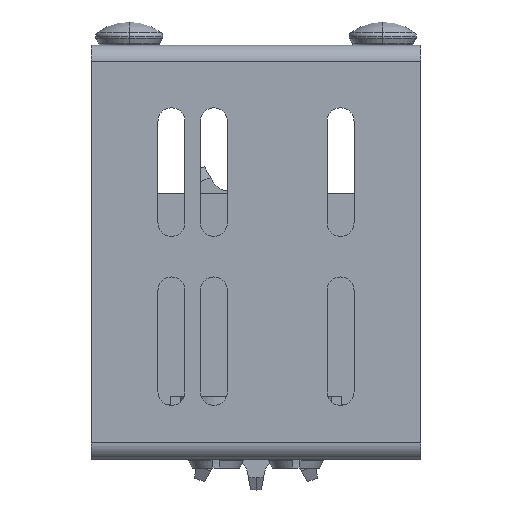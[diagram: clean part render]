
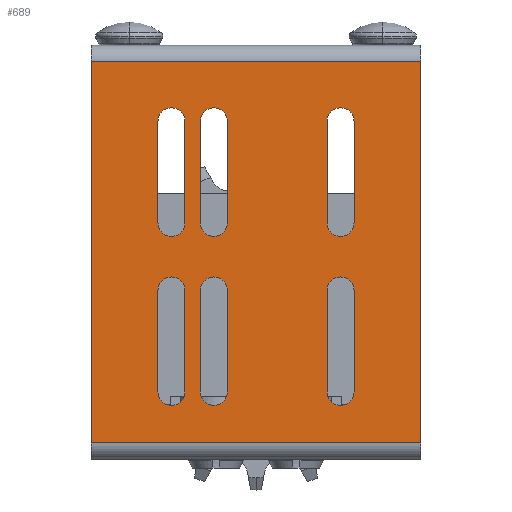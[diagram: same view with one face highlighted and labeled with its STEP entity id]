
A CAD part, left-side view. The second image highlights one B-rep face of the part: STEP entity #689.
In plain terms, the highlighted planar face has unit normal (-1, 0, 0).
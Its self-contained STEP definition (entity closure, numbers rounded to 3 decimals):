
#689=ADVANCED_FACE('',(#1908,#1909,#1910,#1911,#1912,#1913,#1914),#1915,.T.);
#1908=FACE_BOUND('',#3732,.T.);
#1909=FACE_BOUND('',#3733,.T.);
#1910=FACE_BOUND('',#3734,.T.);
#1911=FACE_BOUND('',#3735,.T.);
#1912=FACE_BOUND('',#3736,.T.);
#1913=FACE_BOUND('',#3737,.T.);
#1914=FACE_OUTER_BOUND('',#3738,.T.);
#1915=PLANE('',#3739);
#3732=EDGE_LOOP('',(#5798,#5799,#5800,#5801));
#3733=EDGE_LOOP('',(#5802,#5803,#5804,#5805));
#3734=EDGE_LOOP('',(#5806,#5807,#5808,#5809));
#3735=EDGE_LOOP('',(#5810,#5811,#5812,#5813));
#3736=EDGE_LOOP('',(#5814,#5815,#5816,#5817));
#3737=EDGE_LOOP('',(#5818,#5819,#5820,#5821));
#3738=EDGE_LOOP('',(#5822,#5823,#5824,#5825));
#3739=AXIS2_PLACEMENT_3D('',#5826,#5827,#5828);
#5798=ORIENTED_EDGE('',*,*,#10663,.T.);
#5799=ORIENTED_EDGE('',*,*,#10789,.T.);
#5800=ORIENTED_EDGE('',*,*,#10668,.T.);
#5801=ORIENTED_EDGE('',*,*,#10790,.T.);
#5802=ORIENTED_EDGE('',*,*,#10673,.T.);
#5803=ORIENTED_EDGE('',*,*,#10791,.T.);
#5804=ORIENTED_EDGE('',*,*,#10678,.T.);
#5805=ORIENTED_EDGE('',*,*,#10792,.T.);
#5806=ORIENTED_EDGE('',*,*,#10683,.T.);
#5807=ORIENTED_EDGE('',*,*,#10793,.T.);
#5808=ORIENTED_EDGE('',*,*,#10688,.T.);
#5809=ORIENTED_EDGE('',*,*,#10794,.T.);
#5810=ORIENTED_EDGE('',*,*,#10693,.T.);
#5811=ORIENTED_EDGE('',*,*,#10795,.T.);
#5812=ORIENTED_EDGE('',*,*,#10698,.T.);
#5813=ORIENTED_EDGE('',*,*,#10796,.T.);
#5814=ORIENTED_EDGE('',*,*,#10703,.T.);
#5815=ORIENTED_EDGE('',*,*,#10797,.T.);
#5816=ORIENTED_EDGE('',*,*,#10708,.T.);
#5817=ORIENTED_EDGE('',*,*,#10798,.T.);
#5818=ORIENTED_EDGE('',*,*,#10713,.T.);
#5819=ORIENTED_EDGE('',*,*,#10799,.T.);
#5820=ORIENTED_EDGE('',*,*,#10718,.T.);
#5821=ORIENTED_EDGE('',*,*,#10800,.T.);
#5822=ORIENTED_EDGE('',*,*,#10735,.T.);
#5823=ORIENTED_EDGE('',*,*,#10787,.F.);
#5824=ORIENTED_EDGE('',*,*,#10801,.F.);
#5825=ORIENTED_EDGE('',*,*,#10802,.T.);
#5826=CARTESIAN_POINT('',(0.0,39.0,49.));
#5827=DIRECTION('',(-1.0,0.0,0.0));
#5828=DIRECTION('',(0.0,0.0,-1.0));
#10663=EDGE_CURVE('',#12736,#12733,#12737,.T.);
#10668=EDGE_CURVE('',#12745,#12742,#12746,.T.);
#10673=EDGE_CURVE('',#12754,#12751,#12755,.T.);
#10678=EDGE_CURVE('',#12763,#12760,#12764,.T.);
#10683=EDGE_CURVE('',#12772,#12769,#12773,.T.);
#10688=EDGE_CURVE('',#12781,#12778,#12782,.T.);
#10693=EDGE_CURVE('',#12790,#12787,#12791,.T.);
#10698=EDGE_CURVE('',#12799,#12796,#12800,.T.);
#10703=EDGE_CURVE('',#12808,#12805,#12809,.T.);
#10708=EDGE_CURVE('',#12817,#12814,#12818,.T.);
#10713=EDGE_CURVE('',#12826,#12823,#12827,.T.);
#10718=EDGE_CURVE('',#12835,#12832,#12836,.T.);
#10735=EDGE_CURVE('',#12866,#12864,#12867,.T.);
#10787=EDGE_CURVE('',#12941,#12864,#12943,.T.);
#10789=EDGE_CURVE('',#12733,#12745,#12945,.T.);
#10790=EDGE_CURVE('',#12742,#12736,#12946,.T.);
#10791=EDGE_CURVE('',#12751,#12763,#12947,.T.);
#10792=EDGE_CURVE('',#12760,#12754,#12948,.T.);
#10793=EDGE_CURVE('',#12769,#12781,#12949,.T.);
#10794=EDGE_CURVE('',#12778,#12772,#12950,.T.);
#10795=EDGE_CURVE('',#12787,#12799,#12951,.T.);
#10796=EDGE_CURVE('',#12796,#12790,#12952,.T.);
#10797=EDGE_CURVE('',#12805,#12817,#12953,.T.);
#10798=EDGE_CURVE('',#12814,#12808,#12954,.T.);
#10799=EDGE_CURVE('',#12823,#12835,#12955,.T.);
#10800=EDGE_CURVE('',#12832,#12826,#12956,.T.);
#10801=EDGE_CURVE('',#12957,#12941,#12958,.T.);
#10802=EDGE_CURVE('',#12957,#12866,#12959,.T.);
#12733=VERTEX_POINT('',#15700);
#12736=VERTEX_POINT('',#15704);
#12737=CIRCLE('',#15705,3.2);
#12742=VERTEX_POINT('',#15711);
#12745=VERTEX_POINT('',#15715);
#12746=CIRCLE('',#15716,3.2);
#12751=VERTEX_POINT('',#15722);
#12754=VERTEX_POINT('',#15726);
#12755=CIRCLE('',#15727,3.2);
#12760=VERTEX_POINT('',#15733);
#12763=VERTEX_POINT('',#15737);
#12764=CIRCLE('',#15738,3.2);
#12769=VERTEX_POINT('',#15744);
#12772=VERTEX_POINT('',#15748);
#12773=CIRCLE('',#15749,3.2);
#12778=VERTEX_POINT('',#15755);
#12781=VERTEX_POINT('',#15759);
#12782=CIRCLE('',#15760,3.2);
#12787=VERTEX_POINT('',#15766);
#12790=VERTEX_POINT('',#15770);
#12791=CIRCLE('',#15771,3.2);
#12796=VERTEX_POINT('',#15777);
#12799=VERTEX_POINT('',#15781);
#12800=CIRCLE('',#15782,3.2);
#12805=VERTEX_POINT('',#15788);
#12808=VERTEX_POINT('',#15792);
#12809=CIRCLE('',#15793,3.2);
#12814=VERTEX_POINT('',#15799);
#12817=VERTEX_POINT('',#15803);
#12818=CIRCLE('',#15804,3.2);
#12823=VERTEX_POINT('',#15810);
#12826=VERTEX_POINT('',#15814);
#12827=CIRCLE('',#15815,3.2);
#12832=VERTEX_POINT('',#15821);
#12835=VERTEX_POINT('',#15825);
#12836=CIRCLE('',#15826,3.2);
#12864=VERTEX_POINT('',#15861);
#12866=VERTEX_POINT('',#15863);
#12867=LINE('',#15864,#15865);
#12941=VERTEX_POINT('',#15973);
#12943=LINE('',#15975,#15976);
#12945=LINE('',#15978,#15979);
#12946=LINE('',#15980,#15981);
#12947=LINE('',#15982,#15983);
#12948=LINE('',#15984,#15985);
#12949=LINE('',#15986,#15987);
#12950=LINE('',#15988,#15989);
#12951=LINE('',#15990,#15991);
#12952=LINE('',#15992,#15993);
#12953=LINE('',#15994,#15995);
#12954=LINE('',#15996,#15997);
#12955=LINE('',#15998,#15999);
#12956=LINE('',#16000,#16001);
#12957=VERTEX_POINT('',#16002);
#12958=LINE('',#16003,#16004);
#12959=LINE('',#16005,#16006);
#15700=CARTESIAN_POINT('',(0.0,16.8,40.));
#15704=CARTESIAN_POINT('',(0.0,23.2,40.));
#15705=AXIS2_PLACEMENT_3D('',#20237,#20238,#20239);
#15711=CARTESIAN_POINT('',(0.0,23.2,16.));
#15715=CARTESIAN_POINT('',(0.0,16.8,16.));
#15716=AXIS2_PLACEMENT_3D('',#20245,#20246,#20247);
#15722=CARTESIAN_POINT('',(0.0,16.8,80.));
#15726=CARTESIAN_POINT('',(0.0,23.2,80.));
#15727=AXIS2_PLACEMENT_3D('',#20253,#20254,#20255);
#15733=CARTESIAN_POINT('',(0.0,23.2,56.));
#15737=CARTESIAN_POINT('',(0.0,16.8,56.));
#15738=AXIS2_PLACEMENT_3D('',#20261,#20262,#20263);
#15744=CARTESIAN_POINT('',(0.0,-23.2,40.));
#15748=CARTESIAN_POINT('',(0.0,-16.8,40.));
#15749=AXIS2_PLACEMENT_3D('',#20269,#20270,#20271);
#15755=CARTESIAN_POINT('',(0.0,-16.8,16.));
#15759=CARTESIAN_POINT('',(0.0,-23.2,16.));
#15760=AXIS2_PLACEMENT_3D('',#20277,#20278,#20279);
#15766=CARTESIAN_POINT('',(0.0,-23.2,80.));
#15770=CARTESIAN_POINT('',(0.0,-16.8,80.));
#15771=AXIS2_PLACEMENT_3D('',#20285,#20286,#20287);
#15777=CARTESIAN_POINT('',(0.0,-16.8,56.));
#15781=CARTESIAN_POINT('',(0.0,-23.2,56.));
#15782=AXIS2_PLACEMENT_3D('',#20293,#20294,#20295);
#15788=CARTESIAN_POINT('',(0.0,6.8,40.));
#15792=CARTESIAN_POINT('',(0.0,13.2,40.));
#15793=AXIS2_PLACEMENT_3D('',#20301,#20302,#20303);
#15799=CARTESIAN_POINT('',(0.0,13.2,16.));
#15803=CARTESIAN_POINT('',(0.0,6.8,16.));
#15804=AXIS2_PLACEMENT_3D('',#20309,#20310,#20311);
#15810=CARTESIAN_POINT('',(0.0,6.8,80.));
#15814=CARTESIAN_POINT('',(0.0,13.2,80.));
#15815=AXIS2_PLACEMENT_3D('',#20317,#20318,#20319);
#15821=CARTESIAN_POINT('',(0.0,13.2,56.));
#15825=CARTESIAN_POINT('',(0.0,6.8,56.));
#15826=AXIS2_PLACEMENT_3D('',#20325,#20326,#20327);
#15861=CARTESIAN_POINT('',(0.0,-39.0,94.08));
#15863=CARTESIAN_POINT('',(0.,-39.0,3.92));
#15864=CARTESIAN_POINT('',(0.0,-39.0,3.92));
#15865=VECTOR('',#20353,1.0);
#15973=CARTESIAN_POINT('',(0.0,39.0,94.08));
#15975=CARTESIAN_POINT('',(0.0,39.0,94.08));
#15976=VECTOR('',#20418,1.0);
#15978=CARTESIAN_POINT('',(0.0,16.8,41.5));
#15979=VECTOR('',#20419,1.0);
#15980=CARTESIAN_POINT('',(0.0,23.2,38.5));
#15981=VECTOR('',#20420,1.0);
#15982=CARTESIAN_POINT('',(0.0,16.8,61.5));
#15983=VECTOR('',#20421,1.0);
#15984=CARTESIAN_POINT('',(0.0,23.2,58.5));
#15985=VECTOR('',#20422,1.0);
#15986=CARTESIAN_POINT('',(0.0,-23.2,41.5));
#15987=VECTOR('',#20423,1.0);
#15988=CARTESIAN_POINT('',(0.0,-16.8,38.5));
#15989=VECTOR('',#20424,1.0);
#15990=CARTESIAN_POINT('',(0.0,-23.2,61.5));
#15991=VECTOR('',#20425,1.0);
#15992=CARTESIAN_POINT('',(0.0,-16.8,58.5));
#15993=VECTOR('',#20426,1.0);
#15994=CARTESIAN_POINT('',(0.0,6.8,41.5));
#15995=VECTOR('',#20427,1.0);
#15996=CARTESIAN_POINT('',(0.0,13.2,38.5));
#15997=VECTOR('',#20428,1.0);
#15998=CARTESIAN_POINT('',(0.0,6.8,61.5));
#15999=VECTOR('',#20429,1.0);
#16000=CARTESIAN_POINT('',(0.0,13.2,58.5));
#16001=VECTOR('',#20430,1.0);
#16002=CARTESIAN_POINT('',(0.,39.0,3.92));
#16003=CARTESIAN_POINT('',(0.0,39.0,3.92));
#16004=VECTOR('',#20431,1.0);
#16005=CARTESIAN_POINT('',(0.,39.0,3.92));
#16006=VECTOR('',#20432,1.0);
#20237=CARTESIAN_POINT('',(0.0,20.0,40.));
#20238=DIRECTION('',(1.0,-0.0,0.0));
#20239=DIRECTION('',(0.0,1.,0.));
#20245=CARTESIAN_POINT('',(0.0,20.0,16.));
#20246=DIRECTION('',(1.0,0.0,-0.0));
#20247=DIRECTION('',(0.0,-1.,0.));
#20253=CARTESIAN_POINT('',(0.0,20.0,80.));
#20254=DIRECTION('',(1.0,-0.0,0.0));
#20255=DIRECTION('',(0.0,1.,0.));
#20261=CARTESIAN_POINT('',(0.0,20.0,56.));
#20262=DIRECTION('',(1.0,0.0,-0.0));
#20263=DIRECTION('',(0.0,-1.,0.));
#20269=CARTESIAN_POINT('',(0.0,-20.0,40.));
#20270=DIRECTION('',(1.0,-0.0,0.0));
#20271=DIRECTION('',(0.0,1.,0.));
#20277=CARTESIAN_POINT('',(0.0,-20.0,16.));
#20278=DIRECTION('',(1.0,0.0,-0.0));
#20279=DIRECTION('',(0.0,-1.,0.));
#20285=CARTESIAN_POINT('',(0.0,-20.0,80.));
#20286=DIRECTION('',(1.0,-0.0,0.0));
#20287=DIRECTION('',(0.0,1.,0.));
#20293=CARTESIAN_POINT('',(0.0,-20.0,56.));
#20294=DIRECTION('',(1.0,0.0,-0.0));
#20295=DIRECTION('',(0.0,-1.,0.));
#20301=CARTESIAN_POINT('',(0.0,10.0,40.));
#20302=DIRECTION('',(1.0,-0.0,0.0));
#20303=DIRECTION('',(0.0,1.,0.));
#20309=CARTESIAN_POINT('',(0.0,10.0,16.));
#20310=DIRECTION('',(1.0,0.0,-0.0));
#20311=DIRECTION('',(0.0,-1.,0.));
#20317=CARTESIAN_POINT('',(0.0,10.0,80.));
#20318=DIRECTION('',(1.0,-0.0,0.0));
#20319=DIRECTION('',(0.0,1.,0.));
#20325=CARTESIAN_POINT('',(0.0,10.0,56.));
#20326=DIRECTION('',(1.0,0.0,-0.0));
#20327=DIRECTION('',(0.0,-1.,0.));
#20353=DIRECTION('',(0.0,0.0,1.0));
#20418=DIRECTION('',(0.0,-1.0,0.0));
#20419=DIRECTION('',(-0.0,-0.0,-1.0));
#20420=DIRECTION('',(0.0,-0.0,1.0));
#20421=DIRECTION('',(-0.0,-0.0,-1.0));
#20422=DIRECTION('',(0.0,-0.0,1.0));
#20423=DIRECTION('',(-0.0,-0.0,-1.0));
#20424=DIRECTION('',(0.0,-0.0,1.0));
#20425=DIRECTION('',(-0.0,-0.0,-1.0));
#20426=DIRECTION('',(0.0,-0.0,1.0));
#20427=DIRECTION('',(-0.0,-0.0,-1.0));
#20428=DIRECTION('',(0.0,-0.0,1.0));
#20429=DIRECTION('',(-0.0,-0.0,-1.0));
#20430=DIRECTION('',(0.0,-0.0,1.0));
#20431=DIRECTION('',(0.0,0.0,1.0));
#20432=DIRECTION('',(0.0,-1.0,0.0));
